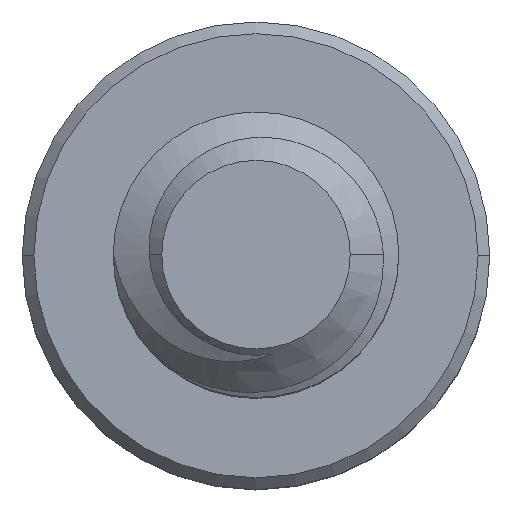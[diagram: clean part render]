
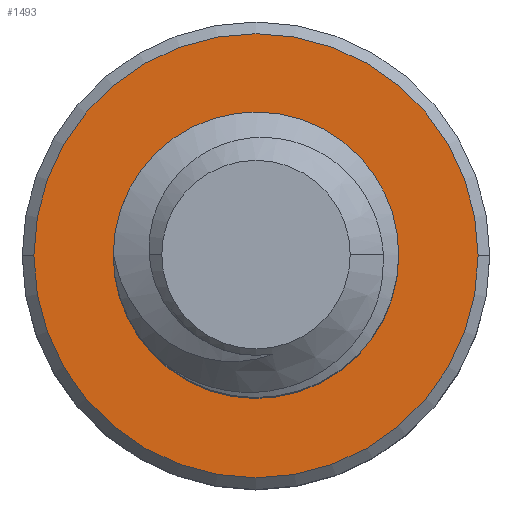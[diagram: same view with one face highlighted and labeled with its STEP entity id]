
A CAD part, top view. The second image highlights one B-rep face of the part: STEP entity #1493.
In plain terms, the highlighted planar face has unit normal (0, 0, 1).
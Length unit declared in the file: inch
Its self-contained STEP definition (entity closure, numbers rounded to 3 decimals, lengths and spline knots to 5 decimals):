
#126 = CARTESIAN_POINT ( 'NONE',  ( -0.10735, 0., -0.3125 ) ) ;
#141 = CARTESIAN_POINT ( 'NONE',  ( 0.10735, 0., -0.3125 ) ) ;
#183 = CARTESIAN_POINT ( 'NONE',  ( -0.04834, 0.04923, -0.3125 ) ) ;
#185 = CARTESIAN_POINT ( 'NONE',  ( 0., 0.069, -0.3125 ) ) ;
#199 = CARTESIAN_POINT ( 'NONE',  ( 0., -0.0487, -0.3125 ) ) ;
#200 = CARTESIAN_POINT ( 'NONE',  ( 0.03412, -0.03475, -0.3125 ) ) ;
#234 = VERTEX_POINT ( 'NONE', #200 ) ;
#235 = VERTEX_POINT ( 'NONE', #199 ) ;
#249 = VERTEX_POINT ( 'NONE', #185 ) ;
#251 = VERTEX_POINT ( 'NONE', #183 ) ;
#302 = VERTEX_POINT ( 'NONE', #141 ) ;
#317 = VERTEX_POINT ( 'NONE', #126 ) ;
#363 = DIRECTION ( 'NONE',  ( -1., 0., 0. ) ) ;
#364 = DIRECTION ( 'NONE',  ( 0., 0., 1. ) ) ;
#365 = CARTESIAN_POINT ( 'NONE',  ( 0., 0., -0.3125 ) ) ;
#370 = DIRECTION ( 'NONE',  ( 1., 0., 0. ) ) ;
#371 = DIRECTION ( 'NONE',  ( 0., 0., 1. ) ) ;
#372 = CARTESIAN_POINT ( 'NONE',  ( 0., 0., -0.3125 ) ) ;
#410 = DIRECTION ( 'NONE',  ( 1., 0., 0. ) ) ;
#433 = CARTESIAN_POINT ( 'NONE',  ( 0., 0., -0.3125 ) ) ;
#444 = DIRECTION ( 'NONE',  ( 0., 0., -1. ) ) ;
#534 = B_SPLINE_CURVE_WITH_KNOTS ( 'NONE', 3,
 ( #2782, #2772, #2771, #2770, #2769, #2768, #2767, #2766, #2765, #2764, #2763, #2762, #2761, #2760 ),
 .UNSPECIFIED., .F., .F.,
 ( 4, 2, 2, 2, 2, 2, 4 ),
 ( 0., 0.00089, 0.00178, 0.00222, 0.00267, 0.00311, 0.00356 ),
 .UNSPECIFIED. ) ;
#535 = B_SPLINE_CURVE_WITH_KNOTS ( 'NONE', 3,
 ( #2748, #2745, #2744, #2742, #2741, #2740, #2739, #2738, #2736, #2735, #2733, #2732, #2731, #2730, #2729, #2728 ),
 .UNSPECIFIED., .F., .F.,
 ( 4, 2, 2, 2, 2, 2, 2, 4 ),
 ( 0., 0.00044, 0.00089, 0.00178, 0.00222, 0.00267, 0.00311, 0.00355 ),
 .UNSPECIFIED. ) ;
#719 = DIRECTION ( 'NONE',  ( 0., 0., 1. ) ) ;
#723 = DIRECTION ( 'NONE',  ( -1., 0., 0. ) ) ;
#864 = CARTESIAN_POINT ( 'NONE',  ( 0., 0., -0.3125 ) ) ;
#1493 = ADVANCED_FACE ( 'NONE', ( #1926, #1923 ), #1534, .F. ) ;
#1527 = CARTESIAN_POINT ( 'NONE',  ( 0., 0., -0.3125 ) ) ;
#1528 = DIRECTION ( 'NONE',  ( -1., 0., 0. ) ) ;
#1533 = DIRECTION ( 'NONE',  ( 0., 0., -1. ) ) ;
#1534 = PLANE ( 'NONE',  #3024 ) ;
#1769 = CIRCLE ( 'NONE', #2992, 0.10735 ) ;
#1773 = CIRCLE ( 'NONE', #2994, 0.069 ) ;
#1867 = CIRCLE ( 'NONE', #3200, 0.10735 ) ;
#1880 = CIRCLE ( 'NONE', #3030, 0.0487 ) ;
#1923 = FACE_BOUND ( 'NONE', #2098, .T. ) ;
#1926 = FACE_OUTER_BOUND ( 'NONE', #2084, .T. ) ;
#1990 = ORIENTED_EDGE ( 'NONE', *, *, #3235, .F. ) ;
#2001 = ORIENTED_EDGE ( 'NONE', *, *, #3240, .T. ) ;
#2084 = EDGE_LOOP ( 'NONE', ( #2199, #2001 ) ) ;
#2098 = EDGE_LOOP ( 'NONE', ( #1990, #2352, #2326, #2440 ) ) ;
#2199 = ORIENTED_EDGE ( 'NONE', *, *, #3083, .T. ) ;
#2326 = ORIENTED_EDGE ( 'NONE', *, *, #3058, .T. ) ;
#2352 = ORIENTED_EDGE ( 'NONE', *, *, #3213, .T. ) ;
#2440 = ORIENTED_EDGE ( 'NONE', *, *, #3208, .T. ) ;
#2728 = CARTESIAN_POINT ( 'NONE',  ( 0.03412, -0.03475, -0.3125 ) ) ;
#2729 = CARTESIAN_POINT ( 'NONE',  ( 0.03902, -0.03141, -0.3125 ) ) ;
#2730 = CARTESIAN_POINT ( 'NONE',  ( 0.04312, -0.02719, -0.3125 ) ) ;
#2731 = CARTESIAN_POINT ( 'NONE',  ( 0.04983, -0.01748, -0.3125 ) ) ;
#2732 = CARTESIAN_POINT ( 'NONE',  ( 0.05234, -0.0122, -0.3125 ) ) ;
#2733 = CARTESIAN_POINT ( 'NONE',  ( 0.05565, -0.00084, -0.3125 ) ) ;
#2735 = CARTESIAN_POINT ( 'NONE',  ( 0.05636, 0.00496, -0.3125 ) ) ;
#2736 = CARTESIAN_POINT ( 'NONE',  ( 0.05592, 0.01675, -0.3125 ) ) ;
#2738 = CARTESIAN_POINT ( 'NONE',  ( 0.05477, 0.0225, -0.3125 ) ) ;
#2739 = CARTESIAN_POINT ( 'NONE',  ( 0.04868, 0.03892, -0.3125 ) ) ;
#2740 = CARTESIAN_POINT ( 'NONE',  ( 0.04135, 0.04877, -0.3125 ) ) ;
#2741 = CARTESIAN_POINT ( 'NONE',  ( 0.02753, 0.05951, -0.3125 ) ) ;
#2742 = CARTESIAN_POINT ( 'NONE',  ( 0.02239, 0.06248, -0.3125 ) ) ;
#2744 = CARTESIAN_POINT ( 'NONE',  ( 0.01153, 0.06689, -0.3125 ) ) ;
#2745 = CARTESIAN_POINT ( 'NONE',  ( 0.00588, 0.06833, -0.3125 ) ) ;
#2748 = CARTESIAN_POINT ( 'NONE',  ( 0., 0.069, -0.3125 ) ) ;
#2760 = CARTESIAN_POINT ( 'NONE',  ( -0.04834, 0.04923, -0.3125 ) ) ;
#2761 = CARTESIAN_POINT ( 'NONE',  ( -0.052, 0.0446, -0.3125 ) ) ;
#2762 = CARTESIAN_POINT ( 'NONE',  ( -0.05507, 0.03952, -0.3125 ) ) ;
#2763 = CARTESIAN_POINT ( 'NONE',  ( -0.05982, 0.02885, -0.3125 ) ) ;
#2764 = CARTESIAN_POINT ( 'NONE',  ( -0.06148, 0.02312, -0.3125 ) ) ;
#2765 = CARTESIAN_POINT ( 'NONE',  ( -0.06309, 0.01154, -0.3125 ) ) ;
#2766 = CARTESIAN_POINT ( 'NONE',  ( -0.06307, 0.00562, -0.3125 ) ) ;
#2767 = CARTESIAN_POINT ( 'NONE',  ( -0.06135, -0.00599, -0.3125 ) ) ;
#2768 = CARTESIAN_POINT ( 'NONE',  ( -0.05968, -0.0116, -0.3125 ) ) ;
#2769 = CARTESIAN_POINT ( 'NONE',  ( -0.05226, -0.02769, -0.3125 ) ) ;
#2770 = CARTESIAN_POINT ( 'NONE',  ( -0.04432, -0.03688, -0.3125 ) ) ;
#2771 = CARTESIAN_POINT ( 'NONE',  ( -0.02368, -0.04845, -0.3125 ) ) ;
#2772 = CARTESIAN_POINT ( 'NONE',  ( -0.01169, -0.05058, -0.3125 ) ) ;
#2782 = CARTESIAN_POINT ( 'NONE',  ( 0., -0.0487, -0.3125 ) ) ;
#2992 = AXIS2_PLACEMENT_3D ( 'NONE', #365, #364, #363 ) ;
#2994 = AXIS2_PLACEMENT_3D ( 'NONE', #372, #371, #370 ) ;
#3024 = AXIS2_PLACEMENT_3D ( 'NONE', #1527, #1533, #1528 ) ;
#3030 = AXIS2_PLACEMENT_3D ( 'NONE', #433, #444, #410 ) ;
#3058 = EDGE_CURVE ( 'NONE', #234, #235, #1880, .T. ) ;
#3083 = EDGE_CURVE ( 'NONE', #317, #302, #1867, .T. ) ;
#3200 = AXIS2_PLACEMENT_3D ( 'NONE', #864, #719, #723 ) ;
#3208 = EDGE_CURVE ( 'NONE', #235, #251, #534, .T. ) ;
#3213 = EDGE_CURVE ( 'NONE', #249, #234, #535, .T. ) ;
#3235 = EDGE_CURVE ( 'NONE', #249, #251, #1773, .T. ) ;
#3240 = EDGE_CURVE ( 'NONE', #302, #317, #1769, .T. ) ;
